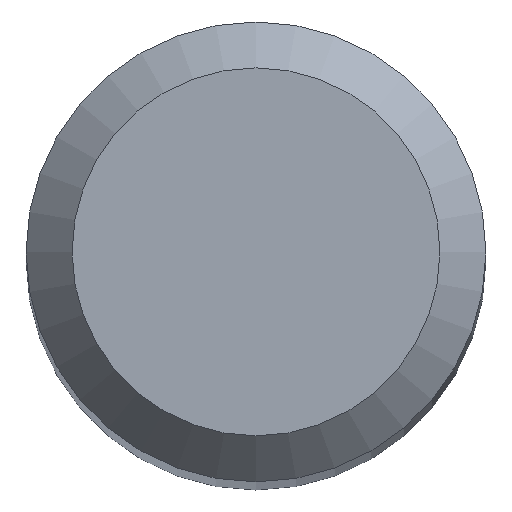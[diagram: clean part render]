
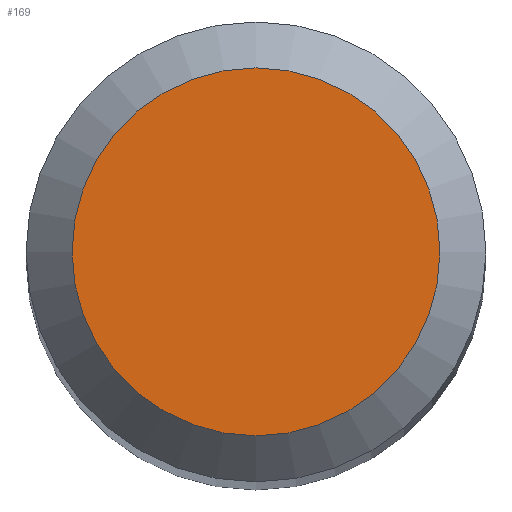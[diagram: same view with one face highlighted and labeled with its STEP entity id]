
A CAD part, top view. The second image highlights one B-rep face of the part: STEP entity #169.
In plain terms, the highlighted planar face has unit normal (0, 0, 1).
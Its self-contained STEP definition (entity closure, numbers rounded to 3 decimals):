
#16 = CARTESIAN_POINT ( 'NONE',  ( 0., 0., 38. ) ) ;
#19 = FACE_OUTER_BOUND ( 'NONE', #190, .T. ) ;
#148 = VERTEX_POINT ( 'NONE', #322 ) ;
#149 = EDGE_CURVE ( 'NONE', #148, #148, #160, .T. ) ;
#160 = CIRCLE ( 'NONE', #294, 1.2 ) ;
#161 = DIRECTION ( 'NONE',  ( -1., 0., 0. ) ) ;
#169 = ADVANCED_FACE ( 'NONE', ( #19 ), #214, .F. ) ;
#190 = EDGE_LOOP ( 'NONE', ( #352 ) ) ;
#195 = DIRECTION ( 'NONE',  ( 0., 0., -1. ) ) ;
#214 = PLANE ( 'NONE',  #246 ) ;
#221 = CARTESIAN_POINT ( 'NONE',  ( 0., 0., 38. ) ) ;
#246 = AXIS2_PLACEMENT_3D ( 'NONE', #221, #332, #306 ) ;
#294 = AXIS2_PLACEMENT_3D ( 'NONE', #16, #195, #161 ) ;
#306 = DIRECTION ( 'NONE',  ( -1., 0., 0. ) ) ;
#322 = CARTESIAN_POINT ( 'NONE',  ( -1.2, 0., 38. ) ) ;
#332 = DIRECTION ( 'NONE',  ( 0., 0., -1. ) ) ;
#352 = ORIENTED_EDGE ( 'NONE', *, *, #149, .F. ) ;
